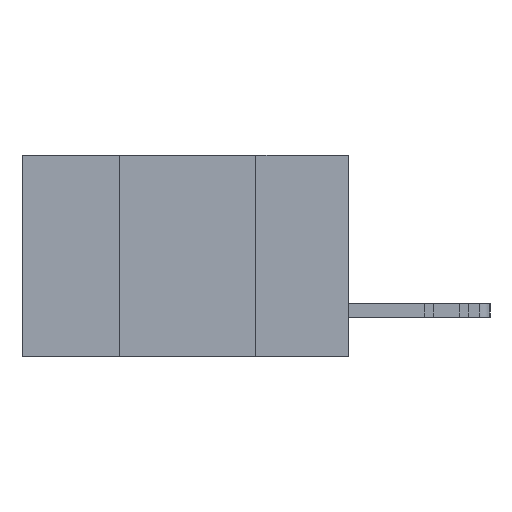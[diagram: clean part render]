
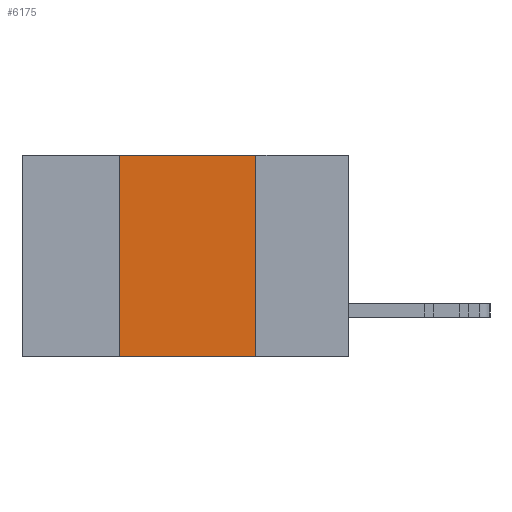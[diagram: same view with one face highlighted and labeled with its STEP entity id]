
A CAD part, left-side view. The second image highlights one B-rep face of the part: STEP entity #6175.
In plain terms, the highlighted planar face has unit normal (-1, 0, 0).
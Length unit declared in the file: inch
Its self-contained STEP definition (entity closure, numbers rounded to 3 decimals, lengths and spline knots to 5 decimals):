
#2040 = CARTESIAN_POINT ( 'NONE',  ( 0., 0.6, 0. ) ) ;
#2168 = DIRECTION ( 'NONE',  ( 0., -1., 0. ) ) ;
#4275 = FACE_OUTER_BOUND ( 'NONE', #6794, .T. ) ;
#4854 = ORIENTED_EDGE ( 'NONE', *, *, #25339, .F. ) ;
#5797 = LINE ( 'NONE', #27104, #18313 ) ;
#6175 = ADVANCED_FACE ( 'NONE', ( #4275 ), #27096, .F. ) ;
#6794 = EDGE_LOOP ( 'NONE', ( #17305, #4854, #24672, #18248 ) ) ;
#7353 = LINE ( 'NONE', #31679, #19859 ) ;
#7964 = AXIS2_PLACEMENT_3D ( 'NONE', #2040, #29616, #14602 ) ;
#8188 = CARTESIAN_POINT ( 'NONE',  ( 0., 0.17, 0. ) ) ;
#8338 = VECTOR ( 'NONE', #2168, 39.37008 ) ;
#9016 = VECTOR ( 'NONE', #28227, 39.37008 ) ;
#9710 = CARTESIAN_POINT ( 'NONE',  ( 0., 0.6, 0. ) ) ;
#10332 = CARTESIAN_POINT ( 'NONE',  ( 0., 0.42, -0.37 ) ) ;
#10974 = VERTEX_POINT ( 'NONE', #20551 ) ;
#12507 = VERTEX_POINT ( 'NONE', #10332 ) ;
#12823 = CARTESIAN_POINT ( 'NONE',  ( 0., 0.17, 0. ) ) ;
#13013 = VERTEX_POINT ( 'NONE', #12823 ) ;
#14262 = DIRECTION ( 'NONE',  ( 0., -1., 0. ) ) ;
#14602 = DIRECTION ( 'NONE',  ( 0., 0., -1. ) ) ;
#15661 = LINE ( 'NONE', #8188, #9016 ) ;
#16027 = CARTESIAN_POINT ( 'NONE',  ( 0., 0.17, -0.37 ) ) ;
#17305 = ORIENTED_EDGE ( 'NONE', *, *, #19616, .F. ) ;
#18248 = ORIENTED_EDGE ( 'NONE', *, *, #30067, .T. ) ;
#18313 = VECTOR ( 'NONE', #22187, 39.37008 ) ;
#19616 = EDGE_CURVE ( 'NONE', #13013, #31738, #15661, .T. ) ;
#19859 = VECTOR ( 'NONE', #14262, 39.37008 ) ;
#20551 = CARTESIAN_POINT ( 'NONE',  ( 0., 0.42, 0. ) ) ;
#20865 = LINE ( 'NONE', #9710, #8338 ) ;
#21000 = EDGE_CURVE ( 'NONE', #12507, #10974, #5797, .T. ) ;
#22187 = DIRECTION ( 'NONE',  ( 0., 0., 1. ) ) ;
#24672 = ORIENTED_EDGE ( 'NONE', *, *, #21000, .F. ) ;
#25339 = EDGE_CURVE ( 'NONE', #10974, #13013, #20865, .T. ) ;
#27096 = PLANE ( 'NONE',  #7964 ) ;
#27104 = CARTESIAN_POINT ( 'NONE',  ( 0., 0.42, 0. ) ) ;
#28227 = DIRECTION ( 'NONE',  ( 0., 0., -1. ) ) ;
#29616 = DIRECTION ( 'NONE',  ( 1., 0., 0. ) ) ;
#30067 = EDGE_CURVE ( 'NONE', #12507, #31738, #7353, .T. ) ;
#31679 = CARTESIAN_POINT ( 'NONE',  ( 0., 0.6, -0.37 ) ) ;
#31738 = VERTEX_POINT ( 'NONE', #16027 ) ;
